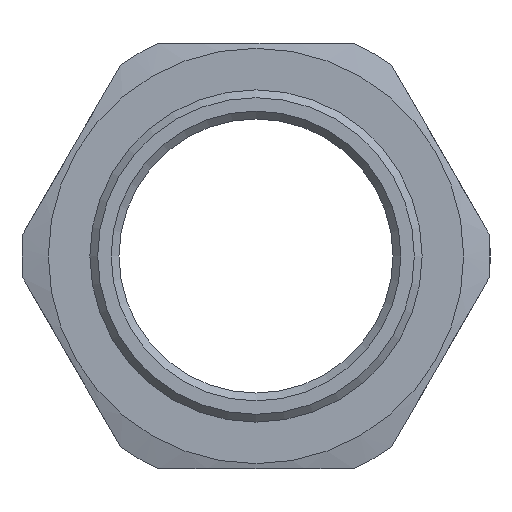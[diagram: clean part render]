
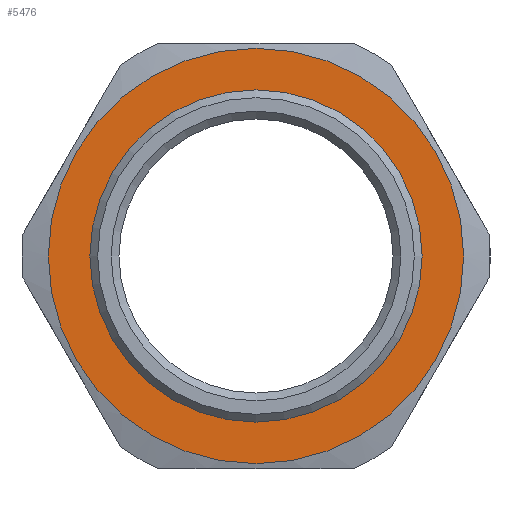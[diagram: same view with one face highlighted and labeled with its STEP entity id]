
A CAD part, left-side view. The second image highlights one B-rep face of the part: STEP entity #5476.
In plain terms, the highlighted planar face has unit normal (-1, 0, 0).
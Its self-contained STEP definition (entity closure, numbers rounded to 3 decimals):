
#373 = EDGE_LOOP ( 'NONE', ( #3391 ) ) ;
#670 = DIRECTION ( 'NONE',  ( 0., 0., -1. ) ) ;
#677 = DIRECTION ( 'NONE',  ( 1., 0., 0. ) ) ;
#679 = CARTESIAN_POINT ( 'NONE',  ( 15.3, 0., 0. ) ) ;
#1471 = EDGE_LOOP ( 'NONE', ( #3406 ) ) ;
#2305 = CIRCLE ( 'NONE', #2934, 16. ) ;
#2934 = AXIS2_PLACEMENT_3D ( 'NONE', #679, #677, #670 ) ;
#2947 = DIRECTION ( 'NONE',  ( 0., 0., -1. ) ) ;
#2952 = DIRECTION ( 'NONE',  ( 1., 0., 0. ) ) ;
#2959 = PLANE ( 'NONE',  #2975 ) ;
#2975 = AXIS2_PLACEMENT_3D ( 'NONE', #3043, #2952, #2947 ) ;
#3043 = CARTESIAN_POINT ( 'NONE',  ( 15.3, 16., 0. ) ) ;
#3048 = EDGE_CURVE ( 'NONE', #5023, #5023, #5924, .T. ) ;
#3270 = AXIS2_PLACEMENT_3D ( 'NONE', #3390, #3388, #3382 ) ;
#3382 = DIRECTION ( 'NONE',  ( 0., 0., -1. ) ) ;
#3388 = DIRECTION ( 'NONE',  ( 1., 0., 0. ) ) ;
#3390 = CARTESIAN_POINT ( 'NONE',  ( 15.3, 0., 0. ) ) ;
#3391 = ORIENTED_EDGE ( 'NONE', *, *, #3857, .T. ) ;
#3406 = ORIENTED_EDGE ( 'NONE', *, *, #3048, .F. ) ;
#3857 = EDGE_CURVE ( 'NONE', #4941, #4941, #2305, .T. ) ;
#4941 = VERTEX_POINT ( 'NONE', #6744 ) ;
#5023 = VERTEX_POINT ( 'NONE', #6502 ) ;
#5476 = ADVANCED_FACE ( 'NONE', ( #6598, #6533 ), #2959, .F. ) ;
#5924 = CIRCLE ( 'NONE', #3270, 20. ) ;
#6502 = CARTESIAN_POINT ( 'NONE',  ( 15.3, 0., -20. ) ) ;
#6533 = FACE_BOUND ( 'NONE', #373, .T. ) ;
#6598 = FACE_OUTER_BOUND ( 'NONE', #1471, .T. ) ;
#6744 = CARTESIAN_POINT ( 'NONE',  ( 15.3, 0., -16. ) ) ;
